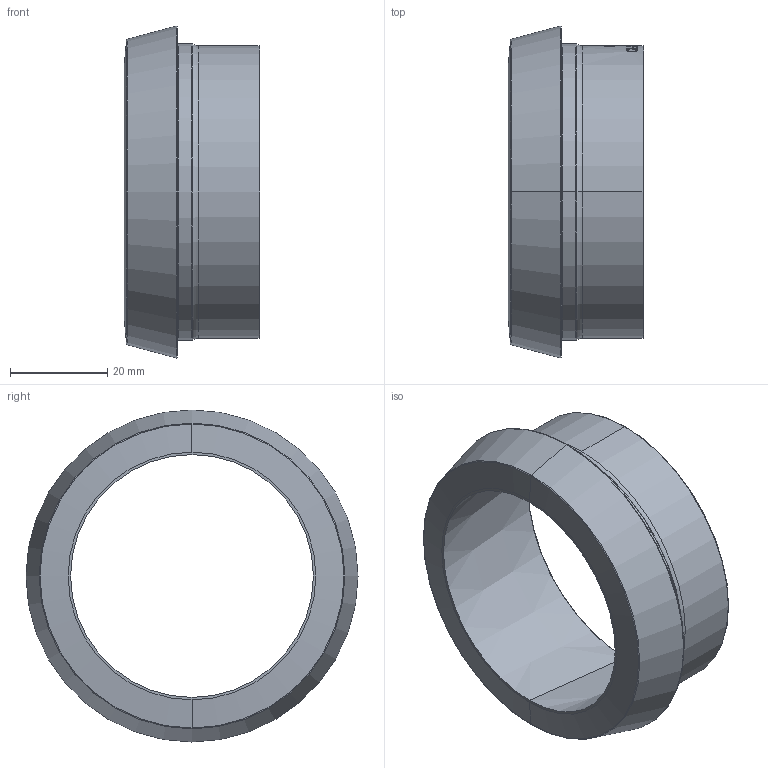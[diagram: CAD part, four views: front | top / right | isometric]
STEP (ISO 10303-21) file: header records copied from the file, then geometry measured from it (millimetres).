
FILE_DESCRIPTION (( 'STEP AP214' ), '1' );
FILE_NAME ('GL-214-060-x Kegelstutzen ISO SD60,3 x 2,0 heco.STEP', '2017-09-14T07:13:08', ( '' ), ( '' ), 'SwSTEP 2.0', 'SolidWorks 2016', '' );
FILE_SCHEMA (( 'AUTOMOTIVE_DESIGN' ));
Length unit declared in the file: millimetre
Products named in the file (1): GL-214-060-x Kegelstutzen ISO SD60,3 x 2,0 heco
Bounding box: 28 x 68.38 x 68.38 mm (x, y, z)
Volume: 23443.9 mm3; surface area: 12386.6 mm2
Topology: 1 solids, 1 shells, 201 faces, 510 edges, 334 vertices
Faces by surface type: bspline 97, plane 58, cylinder 26, torus 14, cone 6
Entity records: 17516 total; most frequent: CARTESIAN_POINT 11569, ORIENTED_EDGE 1020, DIRECTION 523, EDGE_CURVE 510, VERTEX_POINT 334, B_SPLINE_CURVE_WITH_KNOTS 305, EDGE_LOOP 226, AXIS2_PLACEMENT_3D 213
